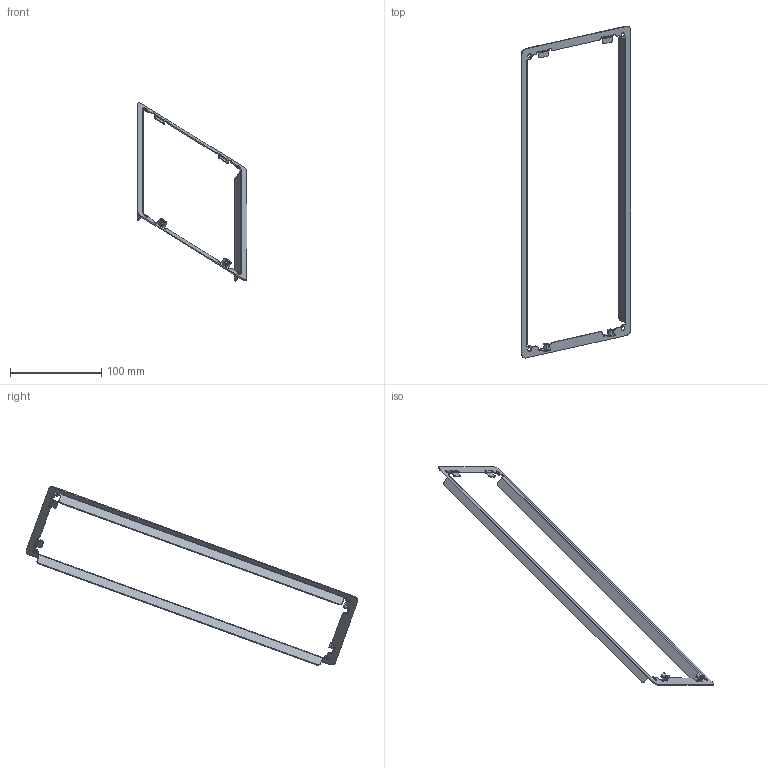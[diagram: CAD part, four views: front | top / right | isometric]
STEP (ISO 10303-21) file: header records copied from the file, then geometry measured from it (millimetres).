
FILE_DESCRIPTION(('CATIA V5 STEP Exchange'),'2;1');
FILE_NAME('VI-BOX5C.stp','2024-03-21T09:15:18+00:00',('none'),('none'),'CATIA Version 5-6 Release 2016 SP6','CATIA V5 STEP AP203','none');
FILE_SCHEMA(('CONFIG_CONTROL_DESIGN'));
Length unit declared in the file: millimetre
Products named in the file (1): VI-BOX5C
Assembly tree (2 placements, depth 2):
  VI-BOX5C
    #57
    #101
Bounding box: 120.21 x 363.42 x 195.4 mm (x, y, z)
Volume: 15497.2 mm3; surface area: 33176.7 mm2
Topology: 3 solids, 3 shells, 204 faces, 572 edges, 376 vertices
Faces by surface type: plane 118, cylinder 86
Entity records: 6237 total; most frequent: ORIENTED_EDGE 1140, CARTESIAN_POINT 1098, DIRECTION 872, EDGE_CURVE 570, VECTOR 400, LINE 400, VERTEX_POINT 372, AXIS2_PLACEMENT_3D 322
